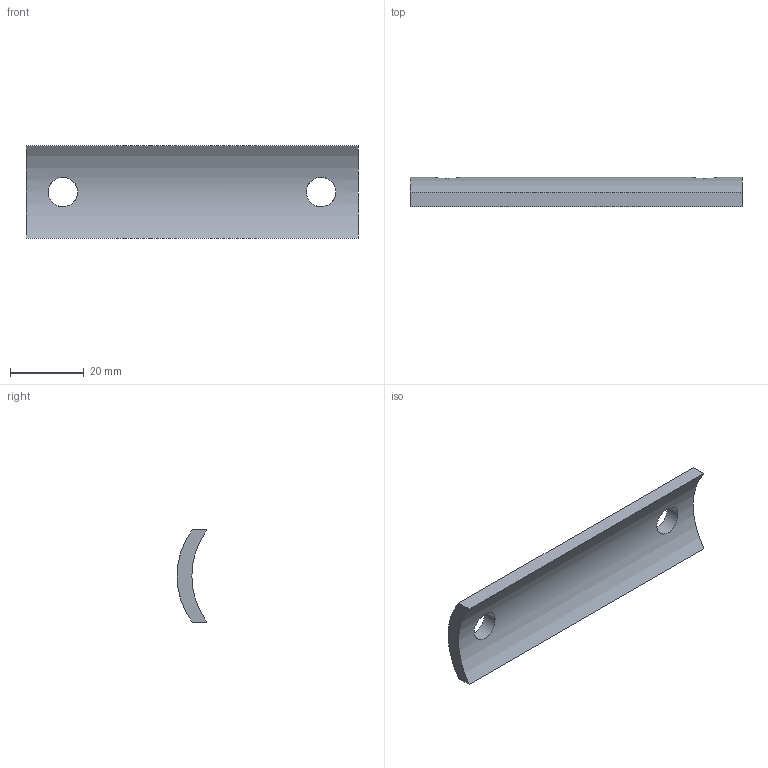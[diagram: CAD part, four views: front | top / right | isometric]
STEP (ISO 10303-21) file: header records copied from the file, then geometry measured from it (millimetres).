
FILE_DESCRIPTION(/* description */ (''),/* implementation_level */ '2;1');
FILE_NAME(/* name */ '41130.ipt.step',/* time_stamp */ '2022-07-18T12:53:42+02:00',/* author */ ('Abt. Technik'),/* organization */ (''),/* preprocessor_version */ 'ST-DEVELOPER v18.1',/* originating_system */ 'Autodesk Inventor 2022',/* authorisation */ '');
FILE_SCHEMA (('AUTOMOTIVE_DESIGN { 1 0 10303 214 3 1 1 }'));
Length unit declared in the file: millimetre
Products named in the file (1): 41130
Bounding box: 90 x 8.08 x 25 mm (x, y, z)
Volume: 8597.9 mm3; surface area: 5731.8 mm2
Topology: 1 solids, 1 shells, 8 faces, 22 edges, 16 vertices
Faces by surface type: cylinder 4, plane 4
Full cylindrical faces by diameter (mm): 8 x2
Entity records: 435 total; most frequent: CARTESIAN_POINT 185, ORIENTED_EDGE 44, DIRECTION 36, EDGE_CURVE 22, VERTEX_POINT 16, AXIS2_PLACEMENT_3D 13, EDGE_LOOP 12, LINE 10
